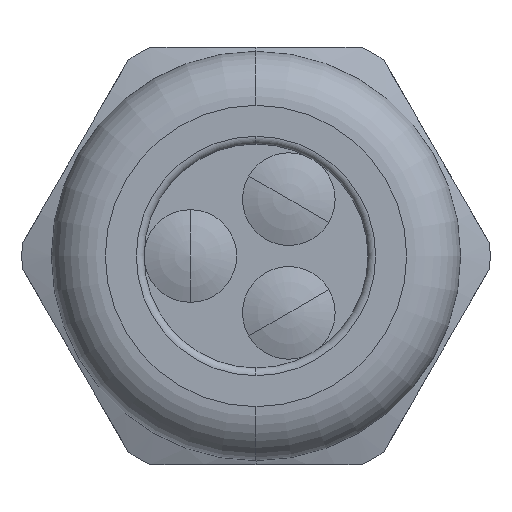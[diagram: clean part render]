
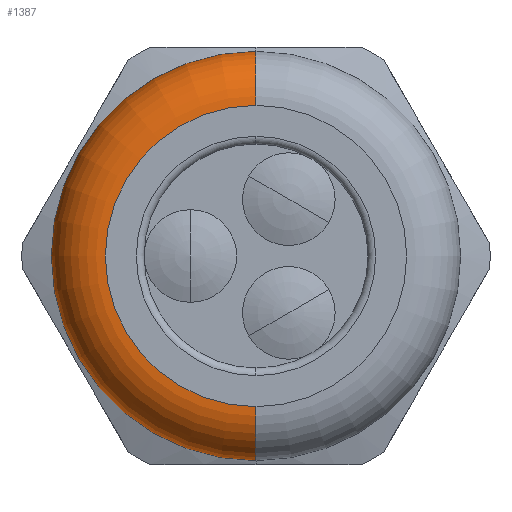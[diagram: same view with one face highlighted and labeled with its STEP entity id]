
A CAD part, left-side view. The second image highlights one B-rep face of the part: STEP entity #1387.
In plain terms, the highlighted toroidal (fillet/blend) face has major radius 9.75 mm and minor radius 3.5 mm.
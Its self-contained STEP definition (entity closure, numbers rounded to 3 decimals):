
#103 = VERTEX_POINT ( 'NONE', #1051 ) ;
#132 = DIRECTION ( 'NONE',  ( 0., 1., 0. ) ) ;
#224 = FACE_OUTER_BOUND ( 'NONE', #3517, .T. ) ;
#259 = DIRECTION ( 'NONE',  ( 0., 0., -1. ) ) ;
#403 = DIRECTION ( 'NONE',  ( 0., -1., 0. ) ) ;
#433 = ORIENTED_EDGE ( 'NONE', *, *, #1600, .T. ) ;
#525 = CARTESIAN_POINT ( 'NONE',  ( -12., 0., 0. ) ) ;
#756 = AXIS2_PLACEMENT_3D ( 'NONE', #4098, #3473, #2793 ) ;
#773 = ORIENTED_EDGE ( 'NONE', *, *, #2189, .F. ) ;
#782 = DIRECTION ( 'NONE',  ( 1., 0., 0. ) ) ;
#1007 = EDGE_CURVE ( 'NONE', #103, #3174, #3030, .T. ) ;
#1051 = CARTESIAN_POINT ( 'NONE',  ( -15.5, 0., 9.75 ) ) ;
#1387 = ADVANCED_FACE ( 'NONE', ( #224 ), #3867, .T. ) ;
#1460 = CARTESIAN_POINT ( 'NONE',  ( -12., 0., -13.25 ) ) ;
#1461 = DIRECTION ( 'NONE',  ( 0., 0., 1. ) ) ;
#1498 = DIRECTION ( 'NONE',  ( 1., 0., 0. ) ) ;
#1600 = EDGE_CURVE ( 'NONE', #2853, #103, #2207, .T. ) ;
#1726 = DIRECTION ( 'NONE',  ( 0., 0., -1. ) ) ;
#1764 = CARTESIAN_POINT ( 'NONE',  ( -12., 0., 9.75 ) ) ;
#1866 = AXIS2_PLACEMENT_3D ( 'NONE', #3354, #403, #3293 ) ;
#1972 = EDGE_CURVE ( 'NONE', #2853, #2146, #2065, .T. ) ;
#2054 = AXIS2_PLACEMENT_3D ( 'NONE', #1764, #132, #1461 ) ;
#2065 = CIRCLE ( 'NONE', #1866, 3.5 ) ;
#2146 = VERTEX_POINT ( 'NONE', #1460 ) ;
#2189 = EDGE_CURVE ( 'NONE', #2146, #3174, #3595, .T. ) ;
#2207 = CIRCLE ( 'NONE', #756, 9.75 ) ;
#2263 = AXIS2_PLACEMENT_3D ( 'NONE', #3116, #782, #1726 ) ;
#2479 = ORIENTED_EDGE ( 'NONE', *, *, #1972, .F. ) ;
#2793 = DIRECTION ( 'NONE',  ( 0., 0., -1. ) ) ;
#2853 = VERTEX_POINT ( 'NONE', #4068 ) ;
#3030 = CIRCLE ( 'NONE', #2054, 3.5 ) ;
#3099 = AXIS2_PLACEMENT_3D ( 'NONE', #525, #1498, #259 ) ;
#3116 = CARTESIAN_POINT ( 'NONE',  ( -12., 0., 0. ) ) ;
#3174 = VERTEX_POINT ( 'NONE', #3715 ) ;
#3293 = DIRECTION ( 'NONE',  ( 0., 0., -1. ) ) ;
#3354 = CARTESIAN_POINT ( 'NONE',  ( -12., 0., -9.75 ) ) ;
#3473 = DIRECTION ( 'NONE',  ( 1., 0., 0. ) ) ;
#3517 = EDGE_LOOP ( 'NONE', ( #433, #4126, #773, #2479 ) ) ;
#3595 = CIRCLE ( 'NONE', #2263, 13.25 ) ;
#3715 = CARTESIAN_POINT ( 'NONE',  ( -12., 0., 13.25 ) ) ;
#3867 = TOROIDAL_SURFACE ( 'NONE', #3099, 9.75, 3.5 ) ;
#4068 = CARTESIAN_POINT ( 'NONE',  ( -15.5, 0., -9.75 ) ) ;
#4098 = CARTESIAN_POINT ( 'NONE',  ( -15.5, 0., 0. ) ) ;
#4126 = ORIENTED_EDGE ( 'NONE', *, *, #1007, .T. ) ;
